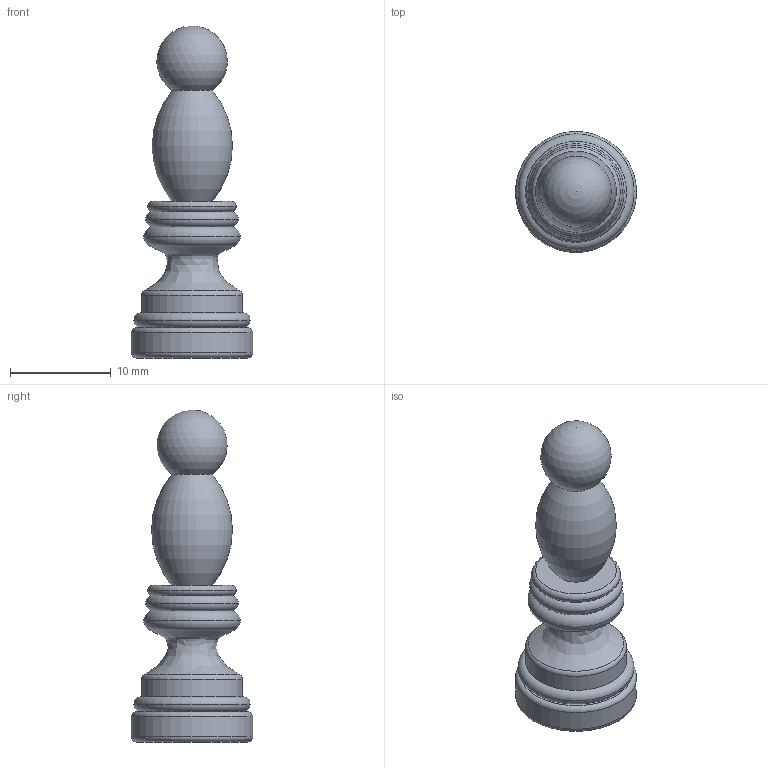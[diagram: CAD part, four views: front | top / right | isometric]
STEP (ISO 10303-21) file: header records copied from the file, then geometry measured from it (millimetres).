
FILE_DESCRIPTION(('HOOPS Exchange Step'),'2;1');
FILE_NAME('temp_export','2024-08-04T13:46:24+08:00',('sharma21'),('Shapr3D Limited'),'HOOPS Exchange 2024.2','Shapr3D','Authorized');
FILE_SCHEMA( ('AUTOMOTIVE_DESIGN { 1 0 10303 214 1 1 1 1 }') );
Length unit declared in the file: millimetre
Products named in the file (1): root
Bounding box: 12 x 12 x 32.87 mm (x, y, z)
Volume: 1644.4 mm3; surface area: 1116.5 mm2
Topology: 1 solids, 1 shells, 19 faces, 49 edges, 33 vertices
Faces by surface type: torus 12, plane 3, cylinder 2, bspline 1, sphere 1
Full cylindrical faces by diameter (mm): 10 x1, 12 x1
Entity records: 667 total; most frequent: CARTESIAN_POINT 139, DIRECTION 130, ORIENTED_EDGE 96, AXIS2_PLACEMENT_3D 64, EDGE_CURVE 48, CIRCLE 45, VERTEX_POINT 33, EDGE_LOOP 21
